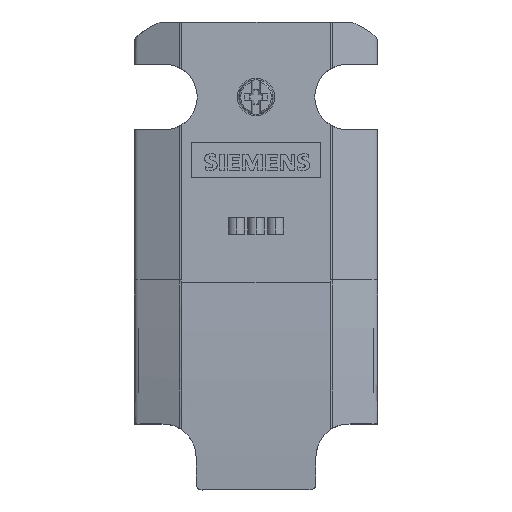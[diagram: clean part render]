
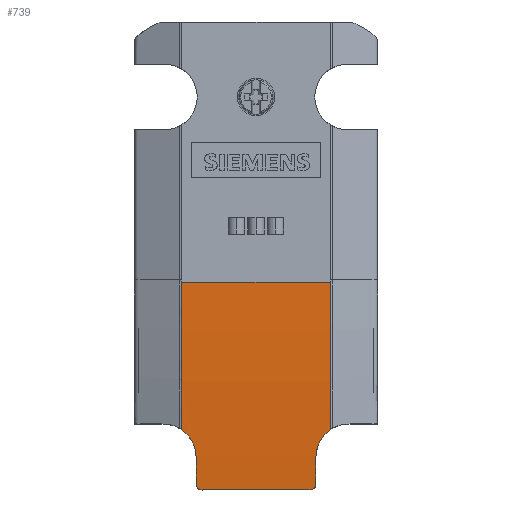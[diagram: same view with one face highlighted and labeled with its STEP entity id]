
A CAD part, top view. The second image highlights one B-rep face of the part: STEP entity #739.
In plain terms, the highlighted cylindrical face has radius 383.363 mm (diameter 766.726 mm), a partial arc.
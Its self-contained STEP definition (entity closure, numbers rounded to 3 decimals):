
#739=ADVANCED_FACE('',(#1443),#1444,.T.);
#1443=FACE_OUTER_BOUND('',#2158,.T.);
#1444=CYLINDRICAL_SURFACE('',#2159,383.363);
#2158=EDGE_LOOP('',(#3946,#3947,#3948,#3949,#3950,#3951,#3952,#3953,#3954,#3955));
#2159=AXIS2_PLACEMENT_3D('',#3956,#3957,#3958);
#3946=ORIENTED_EDGE('',*,*,#5081,.F.);
#3947=ORIENTED_EDGE('',*,*,#5082,.F.);
#3948=ORIENTED_EDGE('',*,*,#5083,.F.);
#3949=ORIENTED_EDGE('',*,*,#5084,.F.);
#3950=ORIENTED_EDGE('',*,*,#5085,.F.);
#3951=ORIENTED_EDGE('',*,*,#5086,.F.);
#3952=ORIENTED_EDGE('',*,*,#5087,.F.);
#3953=ORIENTED_EDGE('',*,*,#5072,.F.);
#3954=ORIENTED_EDGE('',*,*,#5088,.F.);
#3955=ORIENTED_EDGE('',*,*,#5089,.T.);
#3956=CARTESIAN_POINT('',(20.261,35.,-374.726));
#3957=DIRECTION('',(1.0,0.0,-0.0));
#3958=DIRECTION('',(0.0,0.0,1.0));
#5072=EDGE_CURVE('',#6215,#6218,#6219,.T.);
#5081=EDGE_CURVE('',#6231,#6232,#6233,.T.);
#5082=EDGE_CURVE('',#6234,#6231,#6235,.T.);
#5083=EDGE_CURVE('',#6236,#6234,#6237,.T.);
#5084=EDGE_CURVE('',#6238,#6236,#6239,.T.);
#5085=EDGE_CURVE('',#6240,#6238,#6241,.T.);
#5086=EDGE_CURVE('',#6242,#6240,#6243,.T.);
#5087=EDGE_CURVE('',#6218,#6242,#6244,.T.);
#5088=EDGE_CURVE('',#6245,#6215,#6246,.T.);
#5089=EDGE_CURVE('',#6245,#6232,#6247,.T.);
#6215=VERTEX_POINT('',#7830);
#6218=VERTEX_POINT('',#7856);
#6219=CIRCLE('',#7857,383.363);
#6231=VERTEX_POINT('',#7885);
#6232=VERTEX_POINT('',#7886);
#6233=B_SPLINE_CURVE_WITH_KNOTS('',3,(#7887,#7888,#7889,#7890,#7891,#7892,#7893,#7894,#7895,#7896,#7897,#7898),.UNSPECIFIED.,.F.,.F.,(4,2,2,2,2,4),(8.302,9.34,10.379,11.418,12.456,13.393),.UNSPECIFIED.);
#6234=VERTEX_POINT('',#7899);
#6235=CIRCLE('',#7900,383.363);
#6236=VERTEX_POINT('',#7901);
#6237=B_SPLINE_CURVE_WITH_KNOTS('',3,(#7902,#7903,#7904,#7905,#7906,#7907,#7908,#7909,#7910,#7911),.UNSPECIFIED.,.F.,.F.,(4,2,2,2,4),(0.0,0.377,0.753,1.132,1.51),.UNSPECIFIED.);
#6238=VERTEX_POINT('',#7912);
#6239=LINE('',#7913,#7914);
#6240=VERTEX_POINT('',#7915);
#6241=B_SPLINE_CURVE_WITH_KNOTS('',3,(#7916,#7917,#7918,#7919,#7920,#7921,#7922,#7923,#7924,#7925,#7926,#7927),.UNSPECIFIED.,.F.,.F.,(4,2,2,2,2,4),(-1.51,-1.51,-1.132,-0.753,-0.377,0.),.UNSPECIFIED.);
#6242=VERTEX_POINT('',#7928);
#6243=CIRCLE('',#7929,383.363);
#6244=B_SPLINE_CURVE_WITH_KNOTS('',3,(#7930,#7931,#7932,#7933,#7934,#7935,#7936,#7937,#7938,#7939,#7940,#7941),.UNSPECIFIED.,.F.,.F.,(4,2,2,2,2,4),(19.805,20.742,21.781,22.819,23.858,24.897),.UNSPECIFIED.);
#6245=VERTEX_POINT('',#7942);
#6246=LINE('',#7943,#7944);
#6247=CIRCLE('',#7945,383.363);
#7830=CARTESIAN_POINT('',(32.609,34.619,8.637));
#7856=CARTESIAN_POINT('',(32.609,10.006,7.821));
#7857=AXIS2_PLACEMENT_3D('',#9125,#9126,#9127);
#7885=CARTESIAN_POINT('',(10.26,5.499,7.5));
#7886=CARTESIAN_POINT('',(7.913,10.006,7.821));
#7887=CARTESIAN_POINT('',(10.26,5.499,7.5));
#7888=CARTESIAN_POINT('',(10.26,5.845,7.527));
#7889=CARTESIAN_POINT('',(10.227,6.202,7.554));
#7890=CARTESIAN_POINT('',(10.088,6.912,7.607));
#7891=CARTESIAN_POINT('',(9.982,7.265,7.633));
#7892=CARTESIAN_POINT('',(9.701,7.943,7.681));
#7893=CARTESIAN_POINT('',(9.526,8.268,7.704));
#7894=CARTESIAN_POINT('',(9.121,8.87,7.746));
#7895=CARTESIAN_POINT('',(8.892,9.146,7.764));
#7896=CARTESIAN_POINT('',(8.427,9.611,7.796));
#7897=CARTESIAN_POINT('',(8.18,9.819,7.809));
#7898=CARTESIAN_POINT('',(7.913,10.006,7.821));
#7899=CARTESIAN_POINT('',(10.26,1.0,7.126));
#7900=AXIS2_PLACEMENT_3D('',#9136,#9137,#9138);
#7901=CARTESIAN_POINT('',(11.26,0.0,7.036));
#7902=CARTESIAN_POINT('',(11.26,0.0,7.036));
#7903=CARTESIAN_POINT('',(11.135,0.0,7.036));
#7904=CARTESIAN_POINT('',(11.001,0.025,7.038));
#7905=CARTESIAN_POINT('',(10.754,0.127,7.048));
#7906=CARTESIAN_POINT('',(10.642,0.204,7.055));
#7907=CARTESIAN_POINT('',(10.464,0.381,7.071));
#7908=CARTESIAN_POINT('',(10.387,0.494,7.081));
#7909=CARTESIAN_POINT('',(10.285,0.74,7.103));
#7910=CARTESIAN_POINT('',(10.26,0.874,7.115));
#7911=CARTESIAN_POINT('',(10.26,1.0,7.126));
#7912=CARTESIAN_POINT('',(29.262,0.,7.036));
#7913=CARTESIAN_POINT('',(20.261,0.0,7.036));
#7914=VECTOR('',#9139,1.0);
#7915=CARTESIAN_POINT('',(30.262,1.,7.126));
#7916=CARTESIAN_POINT('',(30.262,1.,7.126));
#7917=CARTESIAN_POINT('',(30.262,1.,7.126));
#7918=CARTESIAN_POINT('',(30.262,1.,7.126));
#7919=CARTESIAN_POINT('',(30.262,0.874,7.115));
#7920=CARTESIAN_POINT('',(30.237,0.74,7.103));
#7921=CARTESIAN_POINT('',(30.135,0.494,7.081));
#7922=CARTESIAN_POINT('',(30.058,0.381,7.071));
#7923=CARTESIAN_POINT('',(29.88,0.204,7.055));
#7924=CARTESIAN_POINT('',(29.768,0.127,7.048));
#7925=CARTESIAN_POINT('',(29.522,0.025,7.038));
#7926=CARTESIAN_POINT('',(29.388,0.,7.036));
#7927=CARTESIAN_POINT('',(29.262,0.,7.036));
#7928=CARTESIAN_POINT('',(30.261,5.499,7.5));
#7929=AXIS2_PLACEMENT_3D('',#9140,#9141,#9142);
#7930=CARTESIAN_POINT('',(32.609,10.006,7.821));
#7931=CARTESIAN_POINT('',(32.341,9.819,7.809));
#7932=CARTESIAN_POINT('',(32.095,9.611,7.796));
#7933=CARTESIAN_POINT('',(31.629,9.146,7.764));
#7934=CARTESIAN_POINT('',(31.4,8.87,7.746));
#7935=CARTESIAN_POINT('',(30.995,8.268,7.704));
#7936=CARTESIAN_POINT('',(30.82,7.943,7.681));
#7937=CARTESIAN_POINT('',(30.54,7.265,7.633));
#7938=CARTESIAN_POINT('',(30.433,6.912,7.607));
#7939=CARTESIAN_POINT('',(30.294,6.202,7.554));
#7940=CARTESIAN_POINT('',(30.261,5.845,7.527));
#7941=CARTESIAN_POINT('',(30.261,5.499,7.5));
#7942=CARTESIAN_POINT('',(7.913,34.619,8.637));
#7943=CARTESIAN_POINT('',(20.261,34.619,8.637));
#7944=VECTOR('',#9143,1.0);
#7945=AXIS2_PLACEMENT_3D('',#9144,#9145,#9146);
#9125=CARTESIAN_POINT('',(32.609,35.,-374.726));
#9126=DIRECTION('',(1.0,0.0,-0.0));
#9127=DIRECTION('',(0.0,0.0,1.0));
#9136=CARTESIAN_POINT('',(10.26,35.,-374.726));
#9137=DIRECTION('',(-1.0,0.0,0.0));
#9138=DIRECTION('',(0.0,0.0,1.0));
#9139=DIRECTION('',(-1.0,0.0,0.0));
#9140=CARTESIAN_POINT('',(30.253,35.,-374.726));
#9141=DIRECTION('',(1.,0.,0.0));
#9142=DIRECTION('',(0.,-1.,0.0));
#9143=DIRECTION('',(1.0,0.0,0.0));
#9144=CARTESIAN_POINT('',(7.913,35.,-374.726));
#9145=DIRECTION('',(1.0,0.0,-0.0));
#9146=DIRECTION('',(0.0,0.0,1.0));
